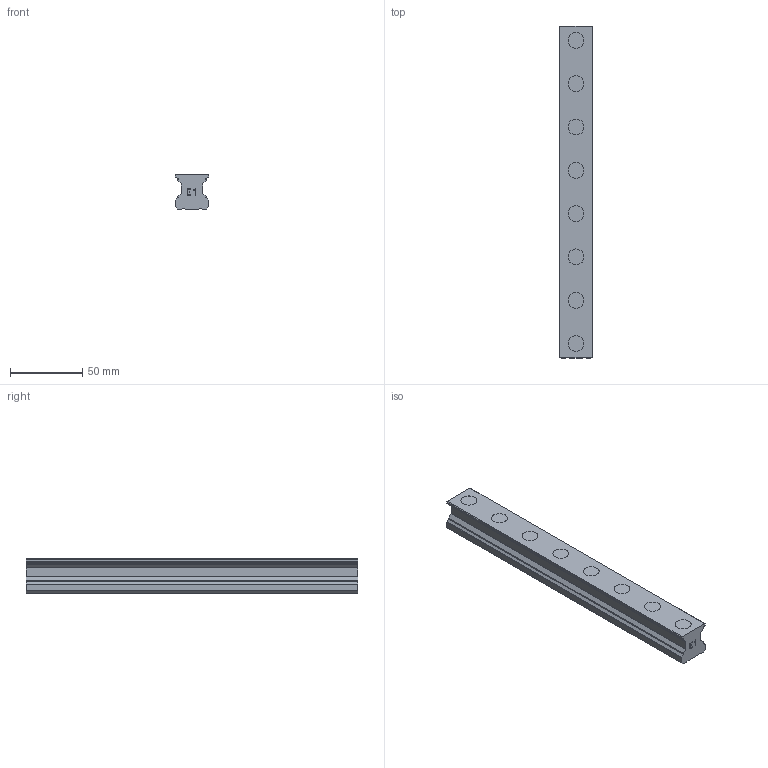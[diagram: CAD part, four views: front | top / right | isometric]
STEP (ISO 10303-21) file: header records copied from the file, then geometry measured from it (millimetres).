
FILE_DESCRIPTION(('STEP AP214'),'1');
FILE_NAME('cctmp_05578352-8FCA-4FD8-97C5-15E459455DFB_2021_03_10_11_21_43_0786..stp','2021-03-10T10:21:43',('HIWIN GmbH'),('CADClick - www.CADClick.com'),'Spatial InterOp 3D',' ','unknown authorization');
FILE_SCHEMA(('AUTOMOTIVE_DESIGN'));
Length unit declared in the file: millimetre
Products named in the file (1): RGR25R230H_FILE
Bounding box: 23 x 230 x 23.6 mm (x, y, z)
Volume: 91790.2 mm3; surface area: 29602.1 mm2
Topology: 1 solids, 1 shells, 189 faces, 477 edges, 318 vertices
Faces by surface type: plane 123, cylinder 66
Entity records: 7219 total; most frequent: DIRECTION 989, CARTESIAN_POINT 985, ORIENTED_EDGE 954, EDGE_CURVE 477, LINE 345, VECTOR 345, AXIS2_PLACEMENT_3D 322, VERTEX_POINT 318
